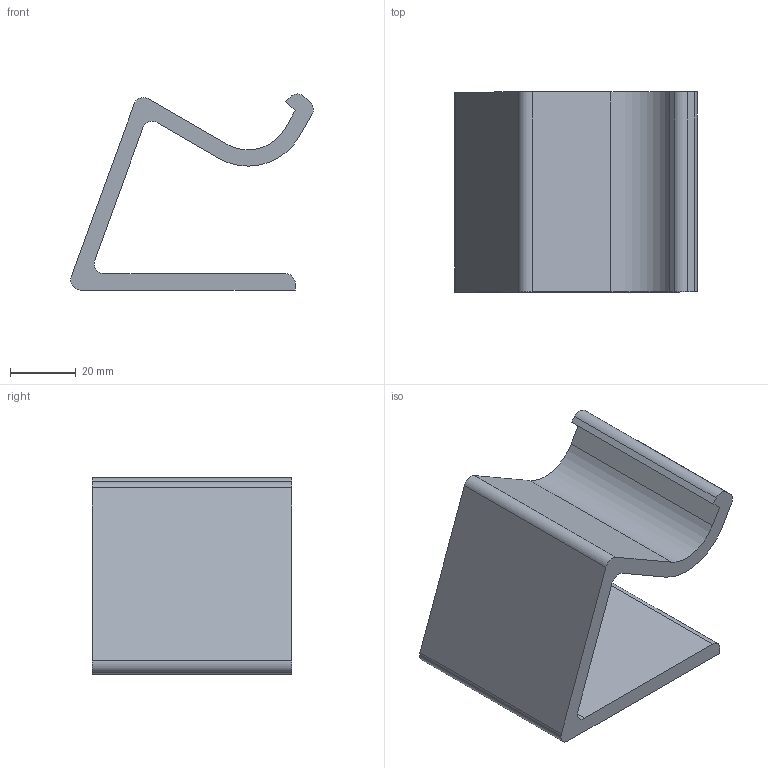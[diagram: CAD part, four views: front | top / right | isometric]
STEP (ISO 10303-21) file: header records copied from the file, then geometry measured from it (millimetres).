
FILE_DESCRIPTION(/* description */ (''),/* implementation_level */ '2;1');
FILE_NAME(/* name */ '8bitdo-controller-holder.step',/* time_stamp */ '2024-06-01T20:48:00-04:00',/* author */ (''),/* organization */ (''),/* preprocessor_version */ 'ST-DEVELOPER v20',/* originating_system */ 'Autodesk Translation Framework v13.14.0.145',/* authorisation */ '');
FILE_SCHEMA (('AUTOMOTIVE_DESIGN { 1 0 10303 214 3 1 1 }'));
Length unit declared in the file: millimetre
Products named in the file (1): controller holder
Bounding box: 74.02 x 61 x 59.8 mm (x, y, z)
Volume: 57772.2 mm3; surface area: 24955.8 mm2
Topology: 1 solids, 1 shells, 23 faces, 63 edges, 42 vertices
Faces by surface type: plane 14, cylinder 9
Entity records: 768 total; most frequent: DIRECTION 129, CARTESIAN_POINT 129, ORIENTED_EDGE 126, EDGE_CURVE 63, LINE 45, VECTOR 45, VERTEX_POINT 42, AXIS2_PLACEMENT_3D 42
